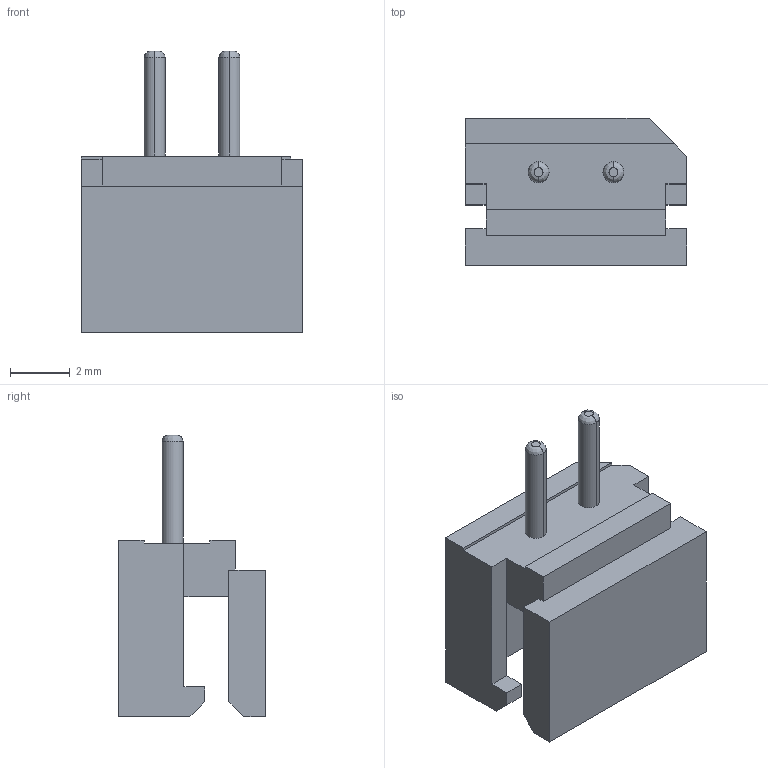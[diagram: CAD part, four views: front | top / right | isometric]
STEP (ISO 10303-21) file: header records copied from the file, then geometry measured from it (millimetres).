
FILE_DESCRIPTION(('STEP AP242'),'1');
FILE_NAME('0022035025.stp','2024-11-08T00:11:52',('TraceParts'),('TraceParts S.A.'),'Spatial InterOp 3D',' ',' ');
FILE_SCHEMA(('AP242_MANAGED_MODEL_BASED_3D_ENGINEERING_MIM_LF {1 0 10303 442 1 1 4}'));
Length unit declared in the file: millimetre
Products named in the file (1): 0022035025
Bounding box: 7.4 x 4.9 x 9.4 mm (x, y, z)
Volume: 114.1 mm3; surface area: 300.9 mm2
Topology: 1 solids, 1 shells, 62 faces, 162 edges, 106 vertices
Faces by surface type: plane 50, cylinder 8, bspline 4
Entity records: 1999 total; most frequent: CARTESIAN_POINT 451, ORIENTED_EDGE 324, DIRECTION 300, EDGE_CURVE 162, LINE 134, VECTOR 134, VERTEX_POINT 106, AXIS2_PLACEMENT_3D 83
